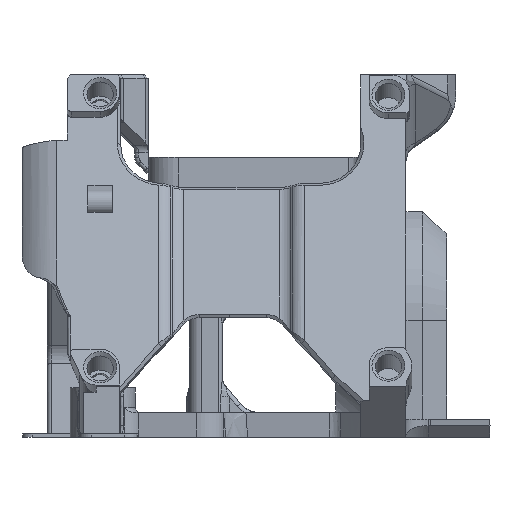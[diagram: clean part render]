
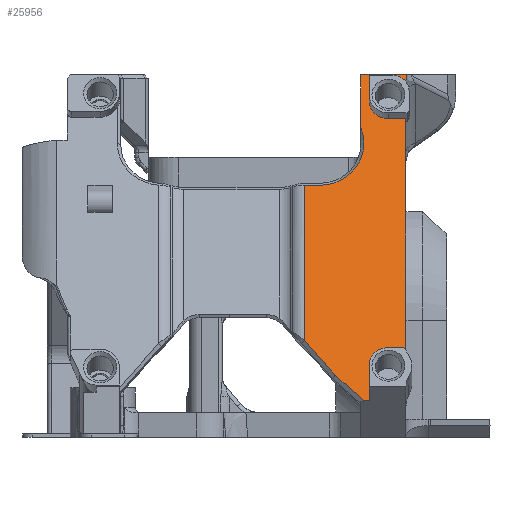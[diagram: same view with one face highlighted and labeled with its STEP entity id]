
A CAD part, left-side view. The second image highlights one B-rep face of the part: STEP entity #25956.
In plain terms, the highlighted planar face has unit normal (-0.94, 0, 0.342).
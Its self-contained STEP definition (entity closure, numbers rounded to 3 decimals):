
#1420=CIRCLE('',#27682,0.5);
#1423=CIRCLE('',#27687,2.35);
#1424=CIRCLE('',#27689,2.);
#1425=CIRCLE('',#27693,2.35);
#1438=CIRCLE('',#27729,2.536);
#1592=CIRCLE('',#28131,5.4);
#3117=B_SPLINE_CURVE_WITH_KNOTS('',3,(#51182,#51183,#51184,#51185),
 .UNSPECIFIED.,.F.,.F.,(4,4),(0.,0.001),
 .UNSPECIFIED.);
#8560=ORIENTED_EDGE('',*,*,#14119,.F.);
#8561=ORIENTED_EDGE('',*,*,#14120,.T.);
#8562=ORIENTED_EDGE('',*,*,#14121,.F.);
#8563=ORIENTED_EDGE('',*,*,#13359,.T.);
#8564=ORIENTED_EDGE('',*,*,#13349,.T.);
#8565=ORIENTED_EDGE('',*,*,#13344,.F.);
#8566=ORIENTED_EDGE('',*,*,#13340,.T.);
#8567=ORIENTED_EDGE('',*,*,#13399,.F.);
#8568=ORIENTED_EDGE('',*,*,#11902,.F.);
#8569=ORIENTED_EDGE('',*,*,#13358,.F.);
#8570=ORIENTED_EDGE('',*,*,#13356,.T.);
#8571=ORIENTED_EDGE('',*,*,#13354,.T.);
#8572=ORIENTED_EDGE('',*,*,#13353,.T.);
#8573=ORIENTED_EDGE('',*,*,#13350,.T.);
#8574=ORIENTED_EDGE('',*,*,#11897,.T.);
#8575=ORIENTED_EDGE('',*,*,#14122,.T.);
#8576=ORIENTED_EDGE('',*,*,#14100,.F.);
#8577=ORIENTED_EDGE('',*,*,#14123,.T.);
#8578=ORIENTED_EDGE('',*,*,#14105,.T.);
#8579=ORIENTED_EDGE('',*,*,#14124,.F.);
#8580=ORIENTED_EDGE('',*,*,#13666,.F.);
#11897=EDGE_CURVE('',#15608,#15607,#17984,.T.);
#11902=EDGE_CURVE('',#15612,#15613,#17988,.T.);
#13340=EDGE_CURVE('',#16571,#16572,#1420,.T.);
#13344=EDGE_CURVE('',#16571,#16575,#18472,.T.);
#13349=EDGE_CURVE('',#16577,#16575,#1423,.T.);
#13350=EDGE_CURVE('',#16579,#15608,#1424,.T.);
#13353=EDGE_CURVE('',#16580,#16579,#18478,.T.);
#13354=EDGE_CURVE('',#16581,#16580,#18479,.T.);
#13356=EDGE_CURVE('',#16582,#16581,#1425,.T.);
#13358=EDGE_CURVE('',#16582,#15612,#18482,.T.);
#13359=EDGE_CURVE('',#16583,#16577,#18483,.T.);
#13399=EDGE_CURVE('',#15613,#16572,#1438,.T.);
#13666=EDGE_CURVE('',#16570,#16764,#18643,.T.);
#14100=EDGE_CURVE('',#17023,#17024,#18815,.T.);
#14105=EDGE_CURVE('',#17029,#17028,#1592,.T.);
#14119=EDGE_CURVE('',#17039,#16570,#18829,.T.);
#14120=EDGE_CURVE('',#17039,#17040,#18830,.T.);
#14121=EDGE_CURVE('',#16583,#17040,#18831,.T.);
#14122=EDGE_CURVE('',#15607,#17024,#3117,.T.);
#14123=EDGE_CURVE('',#17023,#17029,#18832,.T.);
#14124=EDGE_CURVE('',#16764,#17028,#18833,.T.);
#15607=VERTEX_POINT('',#37779);
#15608=VERTEX_POINT('',#37781);
#15612=VERTEX_POINT('',#37794);
#15613=VERTEX_POINT('',#37796);
#16570=VERTEX_POINT('',#47771);
#16571=VERTEX_POINT('',#47789);
#16572=VERTEX_POINT('',#47790);
#16575=VERTEX_POINT('',#47798);
#16577=VERTEX_POINT('',#47804);
#16579=VERTEX_POINT('',#47810);
#16580=VERTEX_POINT('',#47814);
#16581=VERTEX_POINT('',#47818);
#16582=VERTEX_POINT('',#47822);
#16583=VERTEX_POINT('',#47828);
#16764=VERTEX_POINT('',#48720);
#17023=VERTEX_POINT('',#51131);
#17024=VERTEX_POINT('',#51133);
#17028=VERTEX_POINT('',#51145);
#17029=VERTEX_POINT('',#51147);
#17039=VERTEX_POINT('',#51176);
#17040=VERTEX_POINT('',#51180);
#17984=LINE('',#37780,#19662);
#17988=LINE('',#37795,#19666);
#18472=LINE('',#47797,#20150);
#18478=LINE('',#47815,#20156);
#18479=LINE('',#47817,#20157);
#18482=LINE('',#47825,#20160);
#18483=LINE('',#47827,#20161);
#18643=LINE('',#48719,#20321);
#18815=LINE('',#51132,#20493);
#18829=LINE('',#51177,#20507);
#18830=LINE('',#51179,#20508);
#18831=LINE('',#51181,#20509);
#18832=LINE('',#51186,#20510);
#18833=LINE('',#51187,#20511);
#19662=VECTOR('',#30068,1000.);
#19666=VECTOR('',#30072,1000.);
#20150=VECTOR('',#32148,1000.);
#20156=VECTOR('',#32166,1000.);
#20157=VECTOR('',#32169,1000.);
#20160=VECTOR('',#32178,1000.);
#20161=VECTOR('',#32181,1000.);
#20321=VECTOR('',#32749,1000.);
#20493=VECTOR('',#33379,1000.);
#20507=VECTOR('',#33407,1000.);
#20508=VECTOR('',#33410,1000.);
#20509=VECTOR('',#33411,1000.);
#20510=VECTOR('',#33412,1000.);
#20511=VECTOR('',#33413,1000.);
#22167=EDGE_LOOP('',(#8560,#8561,#8562,#8563,#8564,#8565,#8566,#8567,#8568,
#8569,#8570,#8571,#8572,#8573,#8574,#8575,#8576,#8577,#8578,#8579,#8580));
#23834=FACE_BOUND('',#22167,.T.);
#24687=PLANE('',#28136);
#25956=ADVANCED_FACE('',(#23834),#24687,.T.);
#27682=AXIS2_PLACEMENT_3D('',#47788,#32140,#32141);
#27687=AXIS2_PLACEMENT_3D('',#47807,#32156,#32157);
#27689=AXIS2_PLACEMENT_3D('',#47809,#32160,#32161);
#27693=AXIS2_PLACEMENT_3D('',#47821,#32173,#32174);
#27729=AXIS2_PLACEMENT_3D('',#47909,#32271,#32272);
#28131=AXIS2_PLACEMENT_3D('',#51146,#33386,#33387);
#28136=AXIS2_PLACEMENT_3D('',#51178,#33408,#33409);
#30068=DIRECTION('',(0.342,0.,0.94));
#30072=DIRECTION('',(-0.342,0.,-0.94));
#32140=DIRECTION('',(0.94,0.,-0.342));
#32141=DIRECTION('',(0.342,0.,0.94));
#32148=DIRECTION('',(0.,1.,0.));
#32156=DIRECTION('',(0.94,0.,-0.342));
#32157=DIRECTION('',(0.342,0.,0.94));
#32160=DIRECTION('',(0.94,0.,-0.342));
#32161=DIRECTION('',(0.342,0.,0.94));
#32166=DIRECTION('',(0.,-1.,0.));
#32169=DIRECTION('',(0.342,0.,0.94));
#32173=DIRECTION('',(0.94,0.,-0.342));
#32174=DIRECTION('',(0.342,0.,0.94));
#32178=DIRECTION('',(0.,-1.,0.));
#32181=DIRECTION('',(0.342,0.,0.94));
#32271=DIRECTION('',(0.94,0.,-0.342));
#32272=DIRECTION('',(0.342,0.,0.94));
#32749=DIRECTION('',(0.342,0.,0.94));
#33379=DIRECTION('',(0.,-1.,0.));
#33386=DIRECTION('',(0.94,0.,-0.342));
#33387=DIRECTION('',(0.342,0.,0.94));
#33407=DIRECTION('',(0.262,0.643,0.72));
#33408=DIRECTION('',(-0.94,0.,0.342));
#33409=DIRECTION('',(-0.342,0.,-0.94));
#33410=DIRECTION('',(-0.236,-0.725,-0.648));
#33411=DIRECTION('',(0.,1.,0.));
#33412=DIRECTION('',(-0.342,0.,-0.94));
#33413=DIRECTION('',(0.,-1.,0.));
#37779=CARTESIAN_POINT('',(-130.221,6.5,43.264));
#37780=CARTESIAN_POINT('',(-143.233,6.5,7.513));
#37781=CARTESIAN_POINT('',(-130.522,6.5,42.438));
#37794=CARTESIAN_POINT('',(-131.895,6.5,38.664));
#37795=CARTESIAN_POINT('',(-136.618,6.5,25.688));
#37796=CARTESIAN_POINT('',(-142.392,6.5,9.826));
#47771=CARTESIAN_POINT('',(-141.708,18.828,11.704));
#47788=CARTESIAN_POINT('',(-142.43,7.,9.722));
#47789=CARTESIAN_POINT('',(-142.259,7.,10.192));
#47790=CARTESIAN_POINT('',(-142.361,6.543,9.912));
#47797=CARTESIAN_POINT('',(-142.259,6.125,10.192));
#47798=CARTESIAN_POINT('',(-142.259,8.625,10.192));
#47804=CARTESIAN_POINT('',(-143.062,10.975,7.983));
#47807=CARTESIAN_POINT('',(-143.062,8.625,7.983));
#47809=CARTESIAN_POINT('',(-130.921,8.125,41.342));
#47810=CARTESIAN_POINT('',(-130.237,8.125,43.222));
#47814=CARTESIAN_POINT('',(-130.237,10.975,43.222));
#47815=CARTESIAN_POINT('',(-130.237,6.125,43.222));
#47817=CARTESIAN_POINT('',(-123.64,10.975,61.346));
#47818=CARTESIAN_POINT('',(-131.092,10.975,40.873));
#47821=CARTESIAN_POINT('',(-131.092,8.625,40.873));
#47822=CARTESIAN_POINT('',(-131.895,8.625,38.664));
#47825=CARTESIAN_POINT('',(-131.895,6.125,38.664));
#47827=CARTESIAN_POINT('',(-123.64,10.975,61.346));
#47828=CARTESIAN_POINT('',(-144.33,10.975,4.501));
#47909=CARTESIAN_POINT('',(-142.01,4.223,10.875));
#48719=CARTESIAN_POINT('',(-143.25,18.828,7.468));
#48720=CARTESIAN_POINT('',(-134.836,18.828,30.585));
#51131=CARTESIAN_POINT('',(-129.953,12.,44.));
#51132=CARTESIAN_POINT('',(-129.953,4.696,44.));
#51133=CARTESIAN_POINT('',(-129.953,6.466,44.));
#51145=CARTESIAN_POINT('',(-134.836,17.,30.585));
#51146=CARTESIAN_POINT('',(-132.989,17.,35.659));
#51147=CARTESIAN_POINT('',(-132.292,12.,37.576));
#51176=CARTESIAN_POINT('',(-143.22,15.12,7.552));
#51177=CARTESIAN_POINT('',(-140.731,21.225,14.388));
#51178=CARTESIAN_POINT('',(-143.233,43.625,7.513));
#51179=CARTESIAN_POINT('',(-138.358,30.068,20.909));
#51180=CARTESIAN_POINT('',(-144.33,11.706,4.501));
#51181=CARTESIAN_POINT('',(-144.33,43.625,4.501));
#51182=CARTESIAN_POINT('',(-130.221,6.5,43.264));
#51183=CARTESIAN_POINT('',(-130.132,6.5,43.51));
#51184=CARTESIAN_POINT('',(-130.043,6.482,43.755));
#51185=CARTESIAN_POINT('',(-129.953,6.466,44.));
#51186=CARTESIAN_POINT('',(-143.233,12.,7.513));
#51187=CARTESIAN_POINT('',(-134.836,27.711,30.585));
